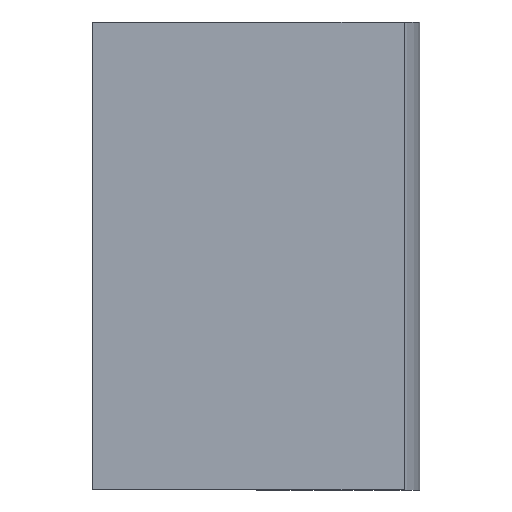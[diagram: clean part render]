
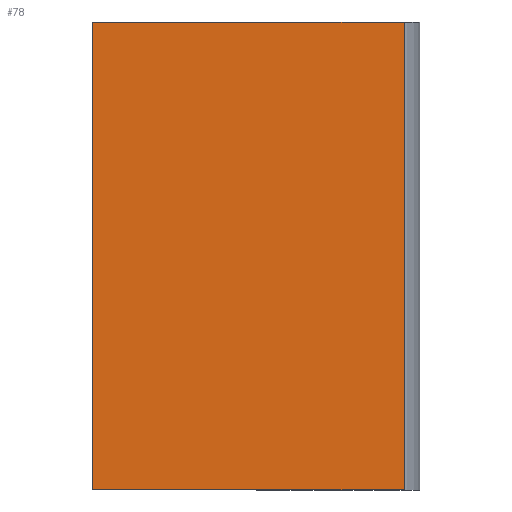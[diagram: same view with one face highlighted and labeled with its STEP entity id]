
A CAD part, front view. The second image highlights one B-rep face of the part: STEP entity #78.
In plain terms, the highlighted planar face has unit normal (0, -1, 0).
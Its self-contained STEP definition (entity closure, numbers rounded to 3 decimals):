
#5 = EDGE_CURVE ( 'NONE', #9, #18, #208, .T. ) ;
#9 = VERTEX_POINT ( 'NONE', #112 ) ;
#10 = DIRECTION ( 'NONE',  ( 0., 0., -1. ) ) ;
#18 = VERTEX_POINT ( 'NONE', #95 ) ;
#30 = DIRECTION ( 'NONE',  ( 1., 0., 0. ) ) ;
#31 = ORIENTED_EDGE ( 'NONE', *, *, #5, .T. ) ;
#32 = DIRECTION ( 'NONE',  ( 0., 0., 1. ) ) ;
#34 = CARTESIAN_POINT ( 'NONE',  ( 0., 0., 0. ) ) ;
#40 = VECTOR ( 'NONE', #126, 1000. ) ;
#54 = AXIS2_PLACEMENT_3D ( 'NONE', #201, #164, #32 ) ;
#61 = VECTOR ( 'NONE', #30, 1000. ) ;
#69 = ORIENTED_EDGE ( 'NONE', *, *, #133, .T. ) ;
#70 = LINE ( 'NONE', #102, #237 ) ;
#73 = CARTESIAN_POINT ( 'NONE',  ( 0., 0., 30. ) ) ;
#74 = VERTEX_POINT ( 'NONE', #73 ) ;
#78 = ADVANCED_FACE ( 'NONE', ( #222 ), #150, .F. ) ;
#86 = DIRECTION ( 'NONE',  ( 0., 0., -1. ) ) ;
#89 = LINE ( 'NONE', #242, #181 ) ;
#95 = CARTESIAN_POINT ( 'NONE',  ( 20., 0., 0. ) ) ;
#96 = EDGE_CURVE ( 'NONE', #74, #250, #185, .T. ) ;
#102 = CARTESIAN_POINT ( 'NONE',  ( 0., 0., 30. ) ) ;
#107 = ORIENTED_EDGE ( 'NONE', *, *, #96, .F. ) ;
#112 = CARTESIAN_POINT ( 'NONE',  ( 0., 0., 0. ) ) ;
#113 = EDGE_LOOP ( 'NONE', ( #31, #202, #107, #69 ) ) ;
#126 = DIRECTION ( 'NONE',  ( 1., 0., 0. ) ) ;
#133 = EDGE_CURVE ( 'NONE', #74, #9, #70, .T. ) ;
#135 = CARTESIAN_POINT ( 'NONE',  ( 20., 0., 30. ) ) ;
#150 = PLANE ( 'NONE',  #54 ) ;
#164 = DIRECTION ( 'NONE',  ( 0., 1., 0. ) ) ;
#166 = CARTESIAN_POINT ( 'NONE',  ( 0., 0., 30. ) ) ;
#175 = EDGE_CURVE ( 'NONE', #250, #18, #89, .T. ) ;
#181 = VECTOR ( 'NONE', #86, 1000. ) ;
#185 = LINE ( 'NONE', #166, #61 ) ;
#201 = CARTESIAN_POINT ( 'NONE',  ( 0., 0., 30. ) ) ;
#202 = ORIENTED_EDGE ( 'NONE', *, *, #175, .F. ) ;
#208 = LINE ( 'NONE', #34, #40 ) ;
#222 = FACE_OUTER_BOUND ( 'NONE', #113, .T. ) ;
#237 = VECTOR ( 'NONE', #10, 1000. ) ;
#242 = CARTESIAN_POINT ( 'NONE',  ( 20., 0., 30. ) ) ;
#250 = VERTEX_POINT ( 'NONE', #135 ) ;
